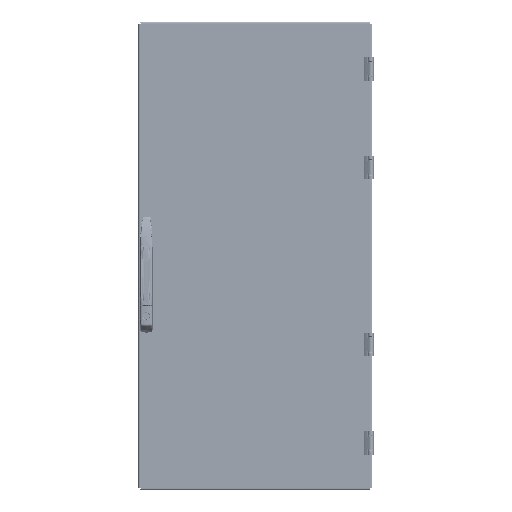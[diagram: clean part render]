
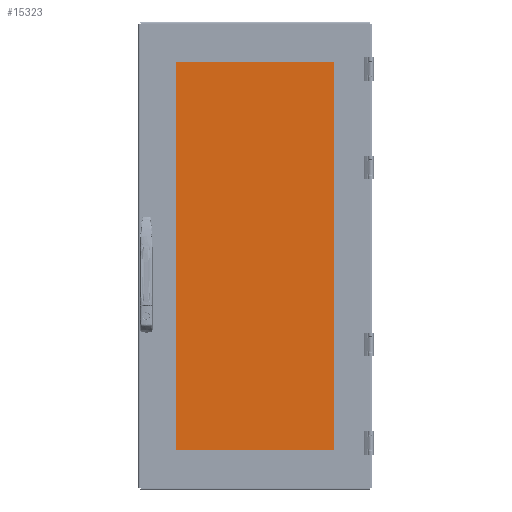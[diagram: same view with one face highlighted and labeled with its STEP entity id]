
A CAD part, top view. The second image highlights one B-rep face of the part: STEP entity #15323.
In plain terms, the highlighted planar face has unit normal (0, 0, 1).
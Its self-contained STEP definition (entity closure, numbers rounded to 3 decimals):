
#6003 = VERTEX_POINT ( 'NONE', #42609 ) ;
#6391 = ORIENTED_EDGE ( 'NONE', *, *, #19009, .T. ) ;
#6647 = CARTESIAN_POINT ( 'NONE',  ( 0., 0., 4. ) ) ;
#7166 = CARTESIAN_POINT ( 'NONE',  ( 223.25, -511.05, 4. ) ) ;
#8071 = LINE ( 'NONE', #7166, #76541 ) ;
#12897 = PLANE ( 'NONE',  #66562 ) ;
#13873 = VERTEX_POINT ( 'NONE', #72174 ) ;
#15323 = ADVANCED_FACE ( 'NONE', ( #68506 ), #12897, .F. ) ;
#15609 = CARTESIAN_POINT ( 'NONE',  ( -223.25, -511.05, 4. ) ) ;
#17385 = LINE ( 'NONE', #15609, #43490 ) ;
#17513 = CARTESIAN_POINT ( 'NONE',  ( -223.25, 511.05, 4. ) ) ;
#18245 = EDGE_CURVE ( 'NONE', #6003, #86548, #17385, .T. ) ;
#19009 = EDGE_CURVE ( 'NONE', #86548, #30765, #68711, .T. ) ;
#20879 = EDGE_CURVE ( 'NONE', #30765, #13873, #8071, .T. ) ;
#30765 = VERTEX_POINT ( 'NONE', #33629 ) ;
#31888 = VECTOR ( 'NONE', #43360, 1000. ) ;
#33629 = CARTESIAN_POINT ( 'NONE',  ( 223.25, -511.05, 4. ) ) ;
#34220 = DIRECTION ( 'NONE',  ( 0., 0., -1. ) ) ;
#34666 = DIRECTION ( 'NONE',  ( -1., 0., 0. ) ) ;
#42041 = CARTESIAN_POINT ( 'NONE',  ( -223.25, -511.05, 4. ) ) ;
#42609 = CARTESIAN_POINT ( 'NONE',  ( -223.25, 511.05, 4. ) ) ;
#43360 = DIRECTION ( 'NONE',  ( -1., 0., 0. ) ) ;
#43490 = VECTOR ( 'NONE', #83773, 1000. ) ;
#52971 = CARTESIAN_POINT ( 'NONE',  ( -223.25, -511.05, 4. ) ) ;
#54893 = VECTOR ( 'NONE', #62449, 1000. ) ;
#55356 = LINE ( 'NONE', #17513, #31888 ) ;
#56109 = DIRECTION ( 'NONE',  ( 0., 1., 0. ) ) ;
#56560 = EDGE_LOOP ( 'NONE', ( #83477, #63166, #67027, #6391 ) ) ;
#62449 = DIRECTION ( 'NONE',  ( 1., 0., 0. ) ) ;
#63166 = ORIENTED_EDGE ( 'NONE', *, *, #84942, .T. ) ;
#66562 = AXIS2_PLACEMENT_3D ( 'NONE', #6647, #34220, #34666 ) ;
#67027 = ORIENTED_EDGE ( 'NONE', *, *, #18245, .T. ) ;
#68506 = FACE_OUTER_BOUND ( 'NONE', #56560, .T. ) ;
#68711 = LINE ( 'NONE', #42041, #54893 ) ;
#72174 = CARTESIAN_POINT ( 'NONE',  ( 223.25, 511.05, 4. ) ) ;
#76541 = VECTOR ( 'NONE', #56109, 1000. ) ;
#83477 = ORIENTED_EDGE ( 'NONE', *, *, #20879, .T. ) ;
#83773 = DIRECTION ( 'NONE',  ( 0., -1., 0. ) ) ;
#84942 = EDGE_CURVE ( 'NONE', #13873, #6003, #55356, .T. ) ;
#86548 = VERTEX_POINT ( 'NONE', #52971 ) ;
